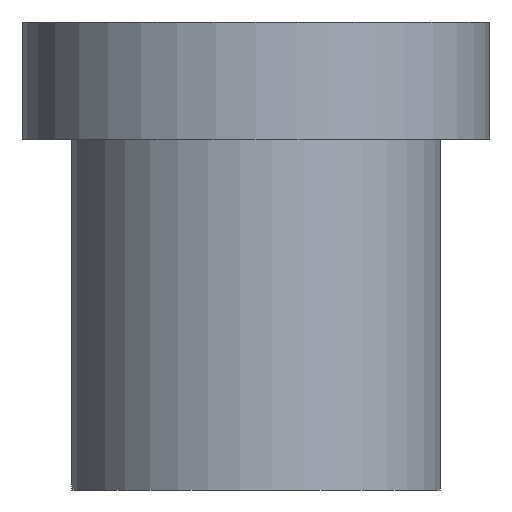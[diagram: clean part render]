
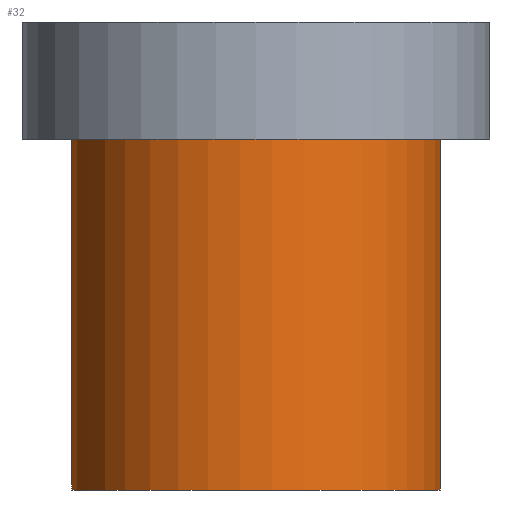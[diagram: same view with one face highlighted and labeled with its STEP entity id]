
A CAD part, front view. The second image highlights one B-rep face of the part: STEP entity #32.
In plain terms, the highlighted cylindrical face has radius 7.9 mm (diameter 15.8 mm), a full revolution.
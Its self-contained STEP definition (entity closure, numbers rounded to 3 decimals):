
#32=ADVANCED_FACE('',(#53),#361,.T.);
#53=FACE_OUTER_BOUND('',#75,.T.);
#75=EDGE_LOOP('',(#163,#164,#165,#166,#167,#168,#169,#170,#171,#172,#173,
#174));
#163=ORIENTED_EDGE('',*,*,#229,.T.);
#164=ORIENTED_EDGE('',*,*,#233,.T.);
#165=ORIENTED_EDGE('',*,*,#230,.F.);
#166=ORIENTED_EDGE('',*,*,#233,.F.);
#167=ORIENTED_EDGE('',*,*,#231,.T.);
#168=ORIENTED_EDGE('',*,*,#199,.F.);
#169=ORIENTED_EDGE('',*,*,#232,.F.);
#170=ORIENTED_EDGE('',*,*,#234,.F.);
#171=ORIENTED_EDGE('',*,*,#236,.F.);
#172=ORIENTED_EDGE('',*,*,#234,.T.);
#173=ORIENTED_EDGE('',*,*,#235,.F.);
#174=ORIENTED_EDGE('',*,*,#206,.T.);
#199=EDGE_CURVE('',#321,#322,#284,.T.);
#206=EDGE_CURVE('',#327,#328,#291,.T.);
#229=EDGE_CURVE('',#328,#329,#248,.T.);
#230=EDGE_CURVE('',#320,#320,#260,.T.);
#231=EDGE_CURVE('',#329,#322,#249,.T.);
#232=EDGE_CURVE('',#330,#321,#250,.T.);
#233=EDGE_CURVE('',#329,#320,#271,.T.);
#234=EDGE_CURVE('',#333,#330,#272,.T.);
#235=EDGE_CURVE('',#327,#330,#251,.T.);
#236=EDGE_CURVE('',#333,#333,#264,.T.);
#248=TRIMMED_CURVE($,#259,(#710),(#711),.T.,.CARTESIAN.);
#249=TRIMMED_CURVE($,#261,(#714),(#715),.T.,.CARTESIAN.);
#250=TRIMMED_CURVE($,#262,(#717),(#718),.T.,.CARTESIAN.);
#251=TRIMMED_CURVE($,#263,(#724),(#725),.T.,.CARTESIAN.);
#259=CIRCLE('',#479,7.9);
#260=CIRCLE('',#480,7.9);
#261=CIRCLE('',#481,7.9);
#262=CIRCLE('',#482,7.9);
#263=CIRCLE('',#483,7.9);
#264=CIRCLE('',#484,7.9);
#271=(
BOUNDED_CURVE()
B_SPLINE_CURVE(1,(#719,#720),.UNSPECIFIED.,.F.,.F.)
B_SPLINE_CURVE_WITH_KNOTS((2,2),(14.2,15.),.UNSPECIFIED.)
CURVE()
GEOMETRIC_REPRESENTATION_ITEM()
RATIONAL_B_SPLINE_CURVE((1.,1.))
REPRESENTATION_ITEM('')
);
#272=(
BOUNDED_CURVE()
B_SPLINE_CURVE(1,(#721,#722),.UNSPECIFIED.,.F.,.F.)
B_SPLINE_CURVE_WITH_KNOTS((2,2),(0.,13.),.UNSPECIFIED.)
CURVE()
GEOMETRIC_REPRESENTATION_ITEM()
RATIONAL_B_SPLINE_CURVE((1.,1.))
REPRESENTATION_ITEM('')
);
#284=B_SPLINE_CURVE_WITH_KNOTS('',1,(#621,#622),.UNSPECIFIED.,.F.,.F.,(2,
2),(-1.2,0.),.UNSPECIFIED.);
#291=B_SPLINE_CURVE_WITH_KNOTS('',1,(#635,#636),.UNSPECIFIED.,.F.,.F.,(2,
2),(-1.2,0.),.UNSPECIFIED.);
#320=VERTEX_POINT('',#573);
#321=VERTEX_POINT('',#574);
#322=VERTEX_POINT('',#575);
#327=VERTEX_POINT('',#580);
#328=VERTEX_POINT('',#581);
#329=VERTEX_POINT('',#582);
#330=VERTEX_POINT('',#583);
#333=VERTEX_POINT('',#586);
#361=CYLINDRICAL_SURFACE('',#468,7.9);
#468=AXIS2_PLACEMENT_3D('',#555,#505,$);
#479=AXIS2_PLACEMENT_3D($,#709,#523,#524);
#480=AXIS2_PLACEMENT_3D($,#712,#525,#526);
#481=AXIS2_PLACEMENT_3D($,#713,#527,#528);
#482=AXIS2_PLACEMENT_3D($,#716,#529,#530);
#483=AXIS2_PLACEMENT_3D($,#723,#531,#532);
#484=AXIS2_PLACEMENT_3D($,#726,#533,#534);
#505=DIRECTION('',(0.,0.,-1.));
#523=DIRECTION('',(0.,0.,-1.));
#524=DIRECTION('',(-0.759,0.651,0.));
#525=DIRECTION('',(0.,0.,-1.));
#526=DIRECTION('',(-0.707,0.707,0.));
#527=DIRECTION('',(0.,0.,-1.));
#528=DIRECTION('',(-0.707,0.707,0.));
#529=DIRECTION('',(0.,0.,-1.));
#530=DIRECTION('',(-0.707,0.707,0.));
#531=DIRECTION('',(0.,0.,-1.));
#532=DIRECTION('',(-0.759,0.651,0.));
#533=DIRECTION('',(0.,0.,1.));
#534=DIRECTION('',(-0.707,0.707,0.));
#555=CARTESIAN_POINT('',(0.,10.,39.));
#573=CARTESIAN_POINT('',(-5.586,15.586,31.5));
#574=CARTESIAN_POINT('',(6.,15.139,33.5));
#575=CARTESIAN_POINT('',(6.,15.139,32.3));
#580=CARTESIAN_POINT('',(-6.,15.139,33.5));
#581=CARTESIAN_POINT('',(-6.,15.139,32.3));
#582=CARTESIAN_POINT('',(-5.586,15.586,32.3));
#583=CARTESIAN_POINT('',(-5.586,15.586,33.5));
#586=CARTESIAN_POINT('',(-5.586,15.586,46.5));
#621=CARTESIAN_POINT('',(6.,15.139,33.5));
#622=CARTESIAN_POINT('',(6.,15.139,32.3));
#635=CARTESIAN_POINT('',(-6.,15.139,33.5));
#636=CARTESIAN_POINT('',(-6.,15.139,32.3));
#709=CARTESIAN_POINT('',(0.,10.,32.3));
#710=CARTESIAN_POINT('',(-6.,15.139,32.3));
#711=CARTESIAN_POINT('',(-5.586,15.586,32.3));
#712=CARTESIAN_POINT('',(0.,10.,31.5));
#713=CARTESIAN_POINT('',(0.,10.,32.3));
#714=CARTESIAN_POINT('',(-5.586,15.586,32.3));
#715=CARTESIAN_POINT('',(6.,15.139,32.3));
#716=CARTESIAN_POINT('',(0.,10.,33.5));
#717=CARTESIAN_POINT('',(-5.586,15.586,33.5));
#718=CARTESIAN_POINT('',(6.,15.139,33.5));
#719=CARTESIAN_POINT('',(-5.586,15.586,32.3));
#720=CARTESIAN_POINT('',(-5.586,15.586,31.5));
#721=CARTESIAN_POINT('',(-5.586,15.586,46.5));
#722=CARTESIAN_POINT('',(-5.586,15.586,33.5));
#723=CARTESIAN_POINT('',(0.,10.,33.5));
#724=CARTESIAN_POINT('',(-6.,15.139,33.5));
#725=CARTESIAN_POINT('',(-5.586,15.586,33.5));
#726=CARTESIAN_POINT('',(0.,10.,46.5));
